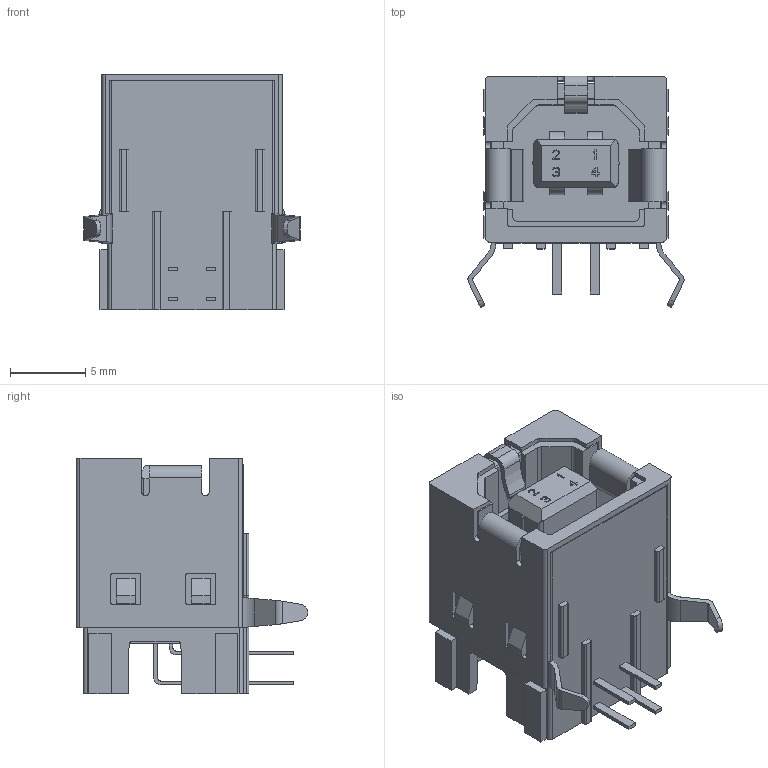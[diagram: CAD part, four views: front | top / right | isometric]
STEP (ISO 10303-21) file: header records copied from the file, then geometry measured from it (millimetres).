
FILE_DESCRIPTION((''),'2;1');
FILE_NAME('C-292304-1','2018-02-23T',('workeradm'),('TE Connectivity Ltd.'),'CREO PARAMETRIC BY PTC INC, 2016050','CREO PARAMETRIC BY PTC INC, 2016050','');
FILE_SCHEMA(('AUTOMOTIVE_DESIGN { 1 0 10303 214 1 1 1 1 }'));
Length unit declared in the file: millimetre
Products named in the file (1): C-292304-1
Bounding box: 14.39 x 15.42 x 15.7 mm (x, y, z)
Volume: 1134.8 mm3; surface area: 2521.4 mm2
Topology: 1 solids, 1 shells, 474 faces, 1356 edges, 902 vertices
Faces by surface type: plane 367, cylinder 107
Entity records: 15448 total; most frequent: CARTESIAN_POINT 2838, ORIENTED_EDGE 2712, DIRECTION 2466, EDGE_CURVE 1356, VECTOR 1134, LINE 1134, VERTEX_POINT 902, AXIS2_PLACEMENT_3D 666
